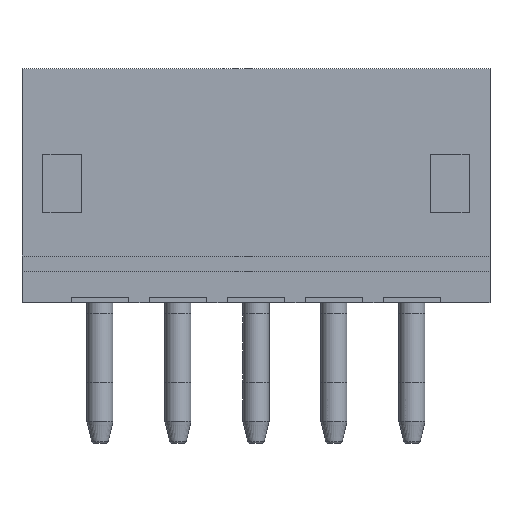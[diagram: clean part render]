
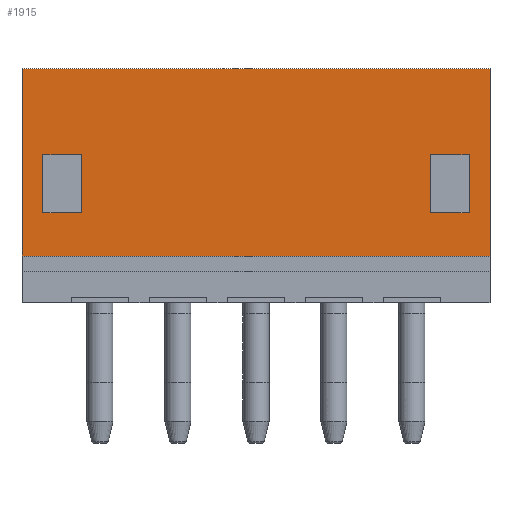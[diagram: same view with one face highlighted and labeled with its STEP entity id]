
A CAD part, front view. The second image highlights one B-rep face of the part: STEP entity #1915.
In plain terms, the highlighted planar face has unit normal (0, -1, 0).
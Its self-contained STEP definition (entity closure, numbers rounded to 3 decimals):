
#173=LINE('',#2910,#405);
#174=LINE('',#2913,#406);
#175=LINE('',#2915,#407);
#176=LINE('',#2917,#408);
#177=LINE('',#2918,#409);
#178=LINE('',#2921,#410);
#179=LINE('',#2923,#411);
#180=LINE('',#2925,#412);
#181=LINE('',#2926,#413);
#182=LINE('',#2929,#414);
#183=LINE('',#2931,#415);
#184=LINE('',#2933,#416);
#405=VECTOR('',#2318,1000.);
#406=VECTOR('',#2319,1000.);
#407=VECTOR('',#2320,1000.);
#408=VECTOR('',#2321,1000.);
#409=VECTOR('',#2322,1000.);
#410=VECTOR('',#2323,1000.);
#411=VECTOR('',#2324,1000.);
#412=VECTOR('',#2325,1000.);
#413=VECTOR('',#2326,1000.);
#414=VECTOR('',#2327,1000.);
#415=VECTOR('',#2328,1000.);
#416=VECTOR('',#2329,1000.);
#659=ORIENTED_EDGE('',*,*,#1167,.T.);
#660=ORIENTED_EDGE('',*,*,#1168,.T.);
#661=ORIENTED_EDGE('',*,*,#1169,.T.);
#662=ORIENTED_EDGE('',*,*,#1170,.T.);
#663=ORIENTED_EDGE('',*,*,#1171,.T.);
#664=ORIENTED_EDGE('',*,*,#1172,.T.);
#665=ORIENTED_EDGE('',*,*,#1173,.T.);
#666=ORIENTED_EDGE('',*,*,#1174,.T.);
#667=ORIENTED_EDGE('',*,*,#1175,.F.);
#668=ORIENTED_EDGE('',*,*,#1176,.T.);
#669=ORIENTED_EDGE('',*,*,#1177,.T.);
#670=ORIENTED_EDGE('',*,*,#1178,.T.);
#1167=EDGE_CURVE('',#1415,#1416,#173,.T.);
#1168=EDGE_CURVE('',#1416,#1417,#174,.T.);
#1169=EDGE_CURVE('',#1417,#1418,#175,.T.);
#1170=EDGE_CURVE('',#1418,#1415,#176,.T.);
#1171=EDGE_CURVE('',#1419,#1420,#177,.T.);
#1172=EDGE_CURVE('',#1420,#1421,#178,.T.);
#1173=EDGE_CURVE('',#1421,#1422,#179,.T.);
#1174=EDGE_CURVE('',#1422,#1419,#180,.T.);
#1175=EDGE_CURVE('',#1423,#1424,#181,.T.);
#1176=EDGE_CURVE('',#1423,#1425,#182,.T.);
#1177=EDGE_CURVE('',#1425,#1426,#183,.T.);
#1178=EDGE_CURVE('',#1426,#1424,#184,.T.);
#1415=VERTEX_POINT('',#2911);
#1416=VERTEX_POINT('',#2912);
#1417=VERTEX_POINT('',#2914);
#1418=VERTEX_POINT('',#2916);
#1419=VERTEX_POINT('',#2919);
#1420=VERTEX_POINT('',#2920);
#1421=VERTEX_POINT('',#2922);
#1422=VERTEX_POINT('',#2924);
#1423=VERTEX_POINT('',#2927);
#1424=VERTEX_POINT('',#2928);
#1425=VERTEX_POINT('',#2930);
#1426=VERTEX_POINT('',#2932);
#1555=EDGE_LOOP('',(#659,#660,#661,#662));
#1556=EDGE_LOOP('',(#663,#664,#665,#666));
#1557=EDGE_LOOP('',(#667,#668,#669,#670));
#1697=FACE_BOUND('',#1555,.T.);
#1698=FACE_BOUND('',#1556,.T.);
#1699=FACE_BOUND('',#1557,.T.);
#1829=PLANE('',#2070);
#1915=ADVANCED_FACE('',(#1697,#1698,#1699),#1829,.T.);
#2070=AXIS2_PLACEMENT_3D('',#2909,#2316,#2317);
#2316=DIRECTION('',(0.,-1.,0.));
#2317=DIRECTION('',(0.,0.,-1.));
#2318=DIRECTION('',(0.,0.,1.));
#2319=DIRECTION('',(1.,0.,0.));
#2320=DIRECTION('',(0.,0.,-1.));
#2321=DIRECTION('',(-1.,0.,0.));
#2322=DIRECTION('',(-1.,0.,0.));
#2323=DIRECTION('',(0.,0.,1.));
#2324=DIRECTION('',(1.,0.,0.));
#2325=DIRECTION('',(0.,0.,-1.));
#2326=DIRECTION('',(0.,0.,1.));
#2327=DIRECTION('',(1.,0.,0.));
#2328=DIRECTION('',(0.,0.,1.));
#2329=DIRECTION('',(-1.,0.,0.));
#2909=CARTESIAN_POINT('',(4.5,-1.75,-2.25));
#2910=CARTESIAN_POINT('',(-4.1,-1.75,-0.52));
#2911=CARTESIAN_POINT('',(-4.1,-1.75,-0.52));
#2912=CARTESIAN_POINT('',(-4.1,-1.75,0.6));
#2913=CARTESIAN_POINT('',(-4.1,-1.75,0.6));
#2914=CARTESIAN_POINT('',(-3.35,-1.75,0.6));
#2915=CARTESIAN_POINT('',(-3.35,-1.75,0.6));
#2916=CARTESIAN_POINT('',(-3.35,-1.75,-0.52));
#2917=CARTESIAN_POINT('',(-3.35,-1.75,-0.52));
#2918=CARTESIAN_POINT('',(4.1,-1.75,-0.52));
#2919=CARTESIAN_POINT('',(4.1,-1.75,-0.52));
#2920=CARTESIAN_POINT('',(3.35,-1.75,-0.52));
#2921=CARTESIAN_POINT('',(3.35,-1.75,-0.52));
#2922=CARTESIAN_POINT('',(3.35,-1.75,0.6));
#2923=CARTESIAN_POINT('',(3.35,-1.75,0.6));
#2924=CARTESIAN_POINT('',(4.1,-1.75,0.6));
#2925=CARTESIAN_POINT('',(4.1,-1.75,0.6));
#2926=CARTESIAN_POINT('',(-4.5,-1.75,-2.25));
#2927=CARTESIAN_POINT('',(-4.5,-1.75,-1.35));
#2928=CARTESIAN_POINT('',(-4.5,-1.75,2.25));
#2929=CARTESIAN_POINT('',(-6.154,-1.75,-1.35));
#2930=CARTESIAN_POINT('',(4.5,-1.75,-1.35));
#2931=CARTESIAN_POINT('',(4.5,-1.75,-2.25));
#2932=CARTESIAN_POINT('',(4.5,-1.75,2.25));
#2933=CARTESIAN_POINT('',(4.5,-1.75,2.25));
